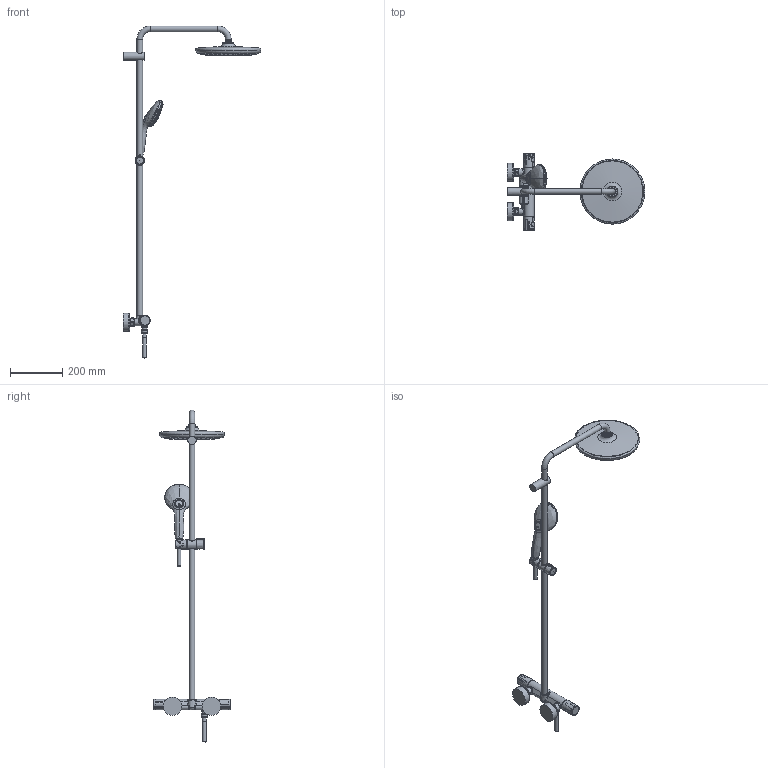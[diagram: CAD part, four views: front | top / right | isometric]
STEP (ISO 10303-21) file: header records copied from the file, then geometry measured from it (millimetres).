
FILE_DESCRIPTION(/* description */ ('Unknown'),/* implementation_level */ '2;1');
FILE_NAME(/* name */ '26833001',/* time_stamp */ '2023-04-22T10:18:20+02:00',/* author */ ('Unknown'),/* organization */ ('GROHE AG'),/* preprocessor_version */ 'ST-DEVELOPER v16.7',/* originating_system */ 'DEX',/* authorisation */ $);
FILE_SCHEMA (('AUTOMOTIVE_DESIGN {1 0 10303 214 3 1 1}'));
Products named in the file (1): 26833001
Bounding box: 528.98 x 298.65 x 1273.7 mm (x, y, z)
Volume: 194563.5 mm3; surface area: 411546.5 mm2
Topology: 2 solids, 484 shells, 1491 faces, 5693 edges, 4587 vertices
Faces by surface type: bspline 587, plane 286, cylinder 273, torus 198, cone 107, sphere 40
Full cylindrical faces by diameter (mm): 2.8 x72, 3.7 x5, 3.8 x91, 4.1 x7, 10.3 x1, 10.8 x2, 13.8 x2, 14.7 x2, 14.917 x1, 18 x1, 18.3 x1, 19 x2, 19.9 x1, 20.955 x1, 21.2 x2, 22 x3, 22.4 x1, 22.6 x1, 22.9 x2, 23 x1, 26.44 x2, 27 x2, 30.3 x1, 31.3 x1, 33.4 x2, 36 x2, 40 x2, 70 x2, 98.8 x1, 100.004 x1
Entity records: 113125 total; most frequent: CARTESIAN_POINT 73026, ORIENTED_EDGE 6281, EDGE_CURVE 4703, DIRECTION 4596, VERTEX_POINT 4115, B_SPLINE_CURVE_WITH_KNOTS 2935, FACE_BOUND 2685, EDGE_LOOP 2684
